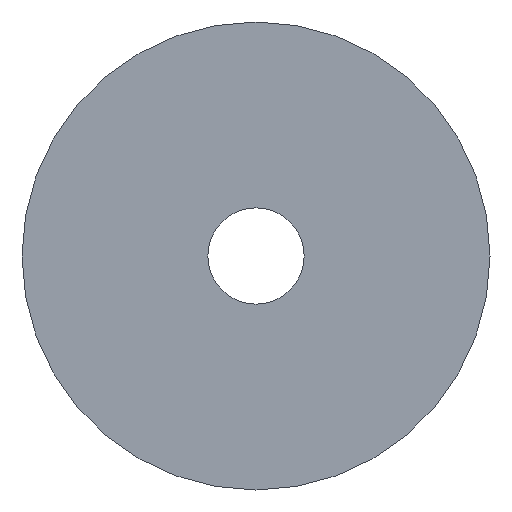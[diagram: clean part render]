
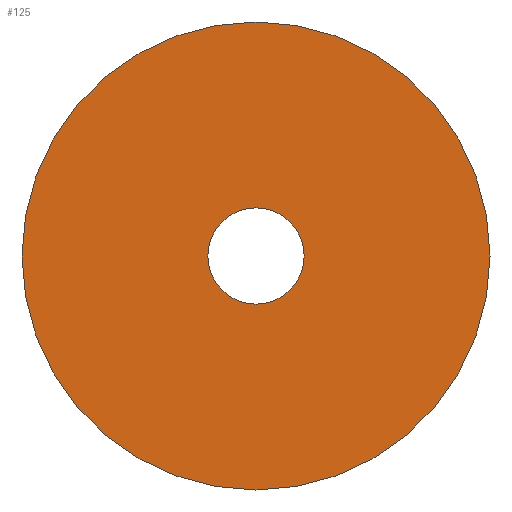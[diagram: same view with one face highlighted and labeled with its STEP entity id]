
A CAD part, front view. The second image highlights one B-rep face of the part: STEP entity #125.
In plain terms, the highlighted planar face has unit normal (0, -1, 0).
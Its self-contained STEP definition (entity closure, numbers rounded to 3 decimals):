
#18=FACE_BOUND('',#42,.T.);
#21=PLANE('',#159);
#31=FACE_OUTER_BOUND('',#41,.T.);
#41=EDGE_LOOP('',(#114));
#42=EDGE_LOOP('',(#115));
#50=CIRCLE('',#142,1.75);
#60=CIRCLE('',#158,8.5);
#62=VERTEX_POINT('',#209);
#70=VERTEX_POINT('',#235);
#73=EDGE_CURVE('',#62,#62,#50,.T.);
#85=EDGE_CURVE('',#70,#70,#60,.T.);
#114=ORIENTED_EDGE('',*,*,#85,.T.);
#115=ORIENTED_EDGE('',*,*,#73,.T.);
#125=ADVANCED_FACE('',(#31,#18),#21,.T.);
#142=AXIS2_PLACEMENT_3D('',#211,#167,#168);
#158=AXIS2_PLACEMENT_3D('',#237,#201,#202);
#159=AXIS2_PLACEMENT_3D('',#238,#203,#204);
#167=DIRECTION('center_axis',(0.,1.,0.));
#168=DIRECTION('ref_axis',(0.,0.,1.));
#201=DIRECTION('center_axis',(0.,-1.,0.));
#202=DIRECTION('ref_axis',(1.,0.,0.));
#203=DIRECTION('center_axis',(0.,-1.,0.));
#204=DIRECTION('ref_axis',(-1.,0.,0.));
#209=CARTESIAN_POINT('',(0.,0.,-1.75));
#211=CARTESIAN_POINT('Origin',(0.,0.,0.));
#235=CARTESIAN_POINT('',(-8.5,0.,0.));
#237=CARTESIAN_POINT('Origin',(0.,0.,0.));
#238=CARTESIAN_POINT('Origin',(0.,0.,0.));
